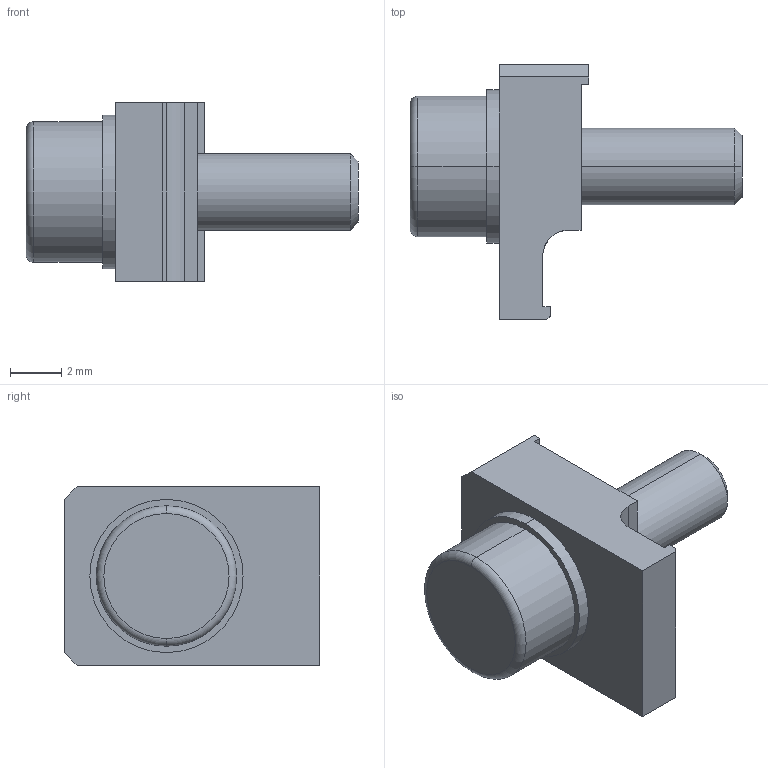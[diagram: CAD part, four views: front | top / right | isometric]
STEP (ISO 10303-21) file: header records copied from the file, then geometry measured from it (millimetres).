
FILE_DESCRIPTION((''),'2;1');
FILE_NAME('683797-01-Z01','2021-05-10T08:52:27',('AT10150'),(''),'CREO PARAMETRIC BY PTC INC, 2019164','CREO PARAMETRIC BY PTC INC, 2019164','');
FILE_SCHEMA(('AUTOMOTIVE_DESIGN { 1 0 10303 214 1 1 1 1 }'));
Length unit declared in the file: millimetre
Products named in the file (1): 683797-01-Z01
Bounding box: 13 x 10 x 7 mm (x, y, z)
Volume: 319.8 mm3; surface area: 358.3 mm2
Topology: 1 solids, 1 shells, 29 faces, 74 edges, 50 vertices
Faces by surface type: plane 18, cylinder 7, torus 2, cone 2
Entity records: 1192 total; most frequent: DIRECTION 154, CARTESIAN_POINT 150, ORIENTED_EDGE 136, PRESENTATION_STYLE_ASSIGNMENT 75, STYLED_ITEM 75, CURVE_STYLE 74, EDGE_CURVE 68, VECTOR 54
